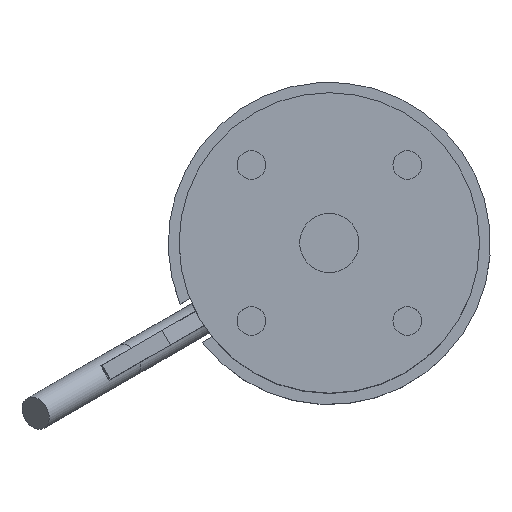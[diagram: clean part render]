
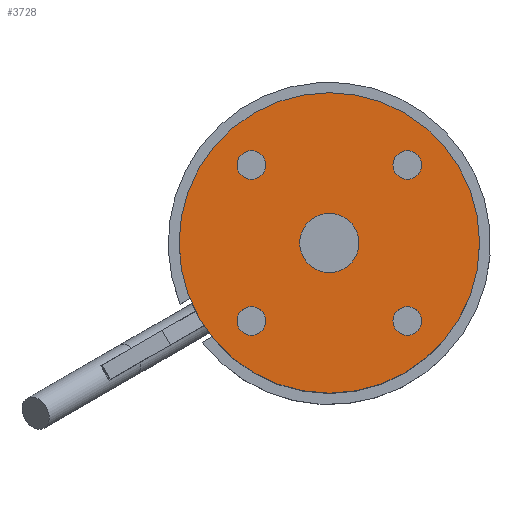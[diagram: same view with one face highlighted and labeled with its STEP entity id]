
A CAD part, top view. The second image highlights one B-rep face of the part: STEP entity #3728.
In plain terms, the highlighted face is planar.
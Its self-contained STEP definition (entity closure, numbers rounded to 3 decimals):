
#121=FACE_BOUND('',#1050,.T.);
#122=FACE_BOUND('',#1051,.T.);
#123=FACE_BOUND('',#1052,.T.);
#124=FACE_BOUND('',#1053,.T.);
#125=FACE_BOUND('',#1054,.T.);
#793=FACE_OUTER_BOUND('',#1049,.T.);
#1049=EDGE_LOOP('',(#3313));
#1050=EDGE_LOOP('',(#3314));
#1051=EDGE_LOOP('',(#3315));
#1052=EDGE_LOOP('',(#3316));
#1053=EDGE_LOOP('',(#3317));
#1054=EDGE_LOOP('',(#3318));
#1306=CIRCLE('',#4165,10.9);
#1307=CIRCLE('',#4167,1.038);
#1308=CIRCLE('',#4169,1.038);
#1309=CIRCLE('',#4171,1.038);
#1310=CIRCLE('',#4173,1.038);
#1311=CIRCLE('',#4175,2.15);
#1761=VERTEX_POINT('',#7738);
#1762=VERTEX_POINT('',#7742);
#1763=VERTEX_POINT('',#7746);
#1764=VERTEX_POINT('',#7750);
#1765=VERTEX_POINT('',#7754);
#1766=VERTEX_POINT('',#7758);
#2281=EDGE_CURVE('',#1761,#1761,#1306,.T.);
#2282=EDGE_CURVE('',#1762,#1762,#1307,.F.);
#2284=EDGE_CURVE('',#1763,#1763,#1308,.F.);
#2286=EDGE_CURVE('',#1764,#1764,#1309,.F.);
#2288=EDGE_CURVE('',#1765,#1765,#1310,.F.);
#2290=EDGE_CURVE('',#1766,#1766,#1311,.T.);
#3313=ORIENTED_EDGE('',*,*,#2281,.F.);
#3314=ORIENTED_EDGE('',*,*,#2282,.T.);
#3315=ORIENTED_EDGE('',*,*,#2284,.T.);
#3316=ORIENTED_EDGE('',*,*,#2286,.T.);
#3317=ORIENTED_EDGE('',*,*,#2288,.T.);
#3318=ORIENTED_EDGE('',*,*,#2290,.F.);
#3523=PLANE('',#4177);
#3728=ADVANCED_FACE('',(#793,#121,#122,#123,#124,#125),#3523,.F.);
#4165=AXIS2_PLACEMENT_3D('',#7740,#5157,#5158);
#4167=AXIS2_PLACEMENT_3D('',#7743,#5161,#5162);
#4169=AXIS2_PLACEMENT_3D('',#7747,#5166,#5167);
#4171=AXIS2_PLACEMENT_3D('',#7751,#5171,#5172);
#4173=AXIS2_PLACEMENT_3D('',#7755,#5176,#5177);
#4175=AXIS2_PLACEMENT_3D('',#7759,#5181,#5182);
#4177=AXIS2_PLACEMENT_3D('',#7763,#5186,#5187);
#5157=DIRECTION('center_axis',(-1.,0.,0.));
#5158=DIRECTION('ref_axis',(0.,-0.5,-0.866));
#5161=DIRECTION('center_axis',(1.,0.,0.));
#5162=DIRECTION('ref_axis',(0.,-0.5,-0.866));
#5166=DIRECTION('center_axis',(1.,0.,0.));
#5167=DIRECTION('ref_axis',(0.,-0.5,-0.866));
#5171=DIRECTION('center_axis',(1.,0.,0.));
#5172=DIRECTION('ref_axis',(0.,-0.5,-0.866));
#5176=DIRECTION('center_axis',(1.,0.,0.));
#5177=DIRECTION('ref_axis',(0.,-0.5,-0.866));
#5181=DIRECTION('center_axis',(1.,0.,0.));
#5182=DIRECTION('ref_axis',(0.,-0.5,-0.866));
#5186=DIRECTION('center_axis',(-1.,0.,0.));
#5187=DIRECTION('ref_axis',(0.,-0.5,-0.866));
#7738=CARTESIAN_POINT('',(40.222,5.45,10.44));
#7740=CARTESIAN_POINT('Origin',(40.222,0.,
1.));
#7742=CARTESIAN_POINT('',(40.222,2.589,-5.829));
#7743=CARTESIAN_POINT('Origin',(40.222,2.071,-6.727));
#7746=CARTESIAN_POINT('',(40.222,-7.209,-0.172));
#7747=CARTESIAN_POINT('Origin',(40.222,-7.727,-1.071));
#7750=CARTESIAN_POINT('',(40.222,8.246,3.969));
#7751=CARTESIAN_POINT('Origin',(40.222,7.727,3.071));
#7754=CARTESIAN_POINT('',(40.222,-1.552,9.626));
#7755=CARTESIAN_POINT('Origin',(40.222,-2.071,8.727));
#7758=CARTESIAN_POINT('',(40.222,1.075,2.862));
#7759=CARTESIAN_POINT('Origin',(40.222,0.,
1.));
#7763=CARTESIAN_POINT('Origin',(40.222,0.,
1.));
